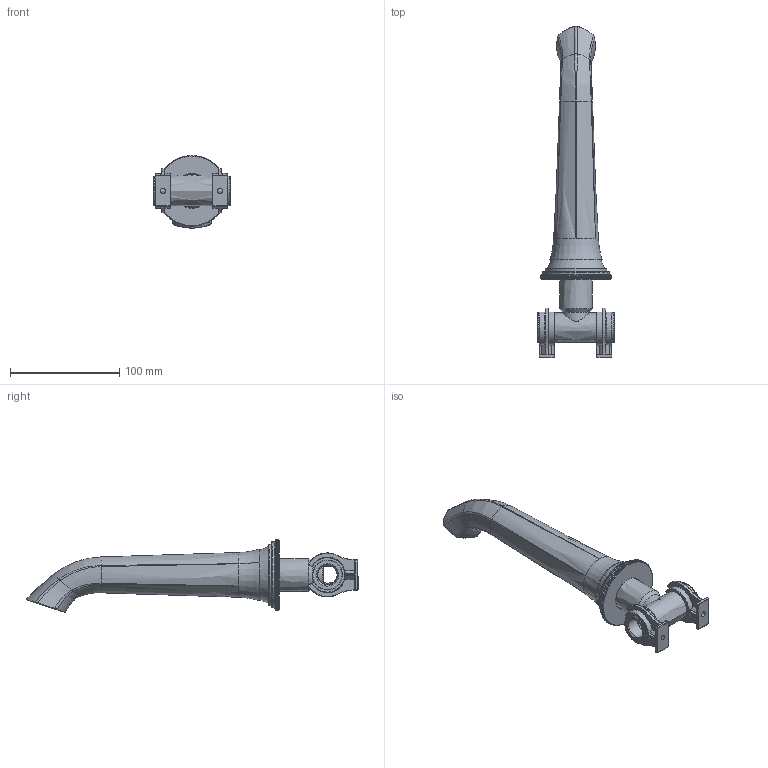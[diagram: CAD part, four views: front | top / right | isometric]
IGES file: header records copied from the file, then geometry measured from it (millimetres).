
Global section: file name: V646 BATH WALL SPOUT ONLY; native system: Autodesk Inventor 2014; preprocessor: unknown; author: adaniels; date: 20131114.121841; units: millimetre
Bounding box: 70 x 303.71 x 66.47 mm (x, y, z)
Volume: 228894.7 mm3; surface area: 107373.1 mm2
Topology: 13 solids, 16 shells, 2140 faces, 5590 edges, 3430 vertices
Faces by surface type: bspline 2140
